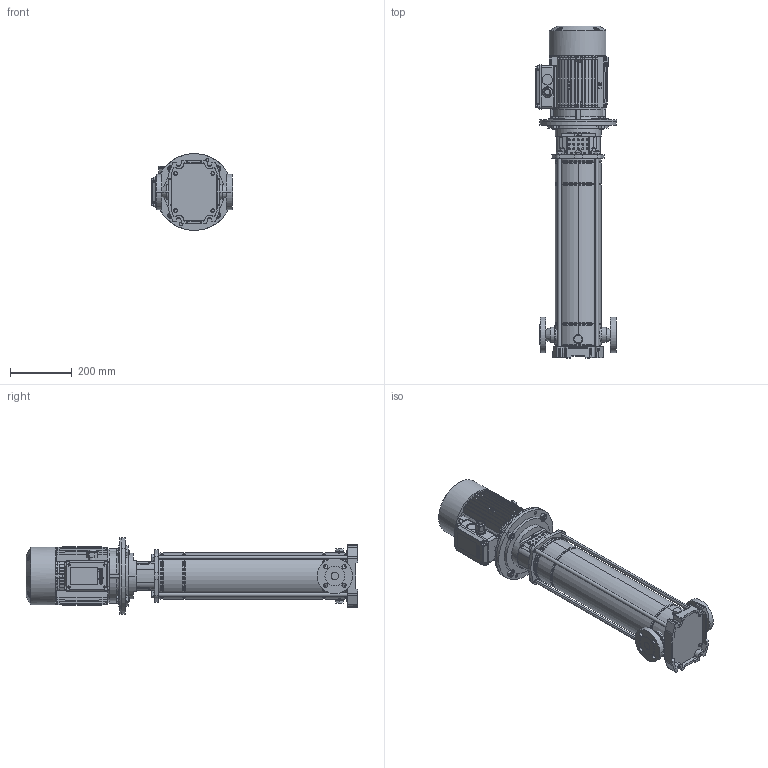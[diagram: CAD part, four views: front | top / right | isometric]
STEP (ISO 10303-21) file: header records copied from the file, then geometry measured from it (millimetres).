
FILE_DESCRIPTION (( 'STEP AP214' ), '1' );
FILE_NAME ('10007964swa00.step', '2021-07-22T07:50:07', ( '' ), ( '' ), 'SwSTEP 2.0', 'SolidWorks 2020', '' );
FILE_SCHEMA (( 'AUTOMOTIVE_DESIGN' ));
Length unit declared in the file: millimetre
Products named in the file (13): 10007654swp00; 4_92_266_REV00; 10007576swa00_M90 VERT.; 10007648swp00_MXV 25-320; 10007571swp00_90 SZ VERT; 10000005swn00_M12 õ; 10007431swp00_Flangia mot.112; 10007568swp00_M90 B5-De250; 10007670swn00_M25x1.5; 10007964swa00; 10007642swp00; 10007653swp00_M12X657; 10000022swn00_M12x35 UNI 5737 6.8
Assembly tree (26 placements, depth 3):
  10007964swa00
    10007642swp00
    10007648swp00_MXV 25-320
    10007654swp00
    10007431swp00_Flangia mot.112
    10007653swp00_M12X657  x4
    10000005swn00_M12 õ  x8
    4_92_266_REV00  x2
    10007576swa00_M90 VERT.
      10007568swp00_M90 B5-De250
      10007571swp00_90 SZ VERT
      10007670swn00_M25x1.5
    10000022swn00_M12x35 UNI 5737 6.8  x4
Bounding box: 264.2 x 1079.5 x 250 mm (x, y, z)
Volume: 21931339.9 mm3; surface area: 1675665.7 mm2
Topology: 48 solids, 48 shells, 2629 faces, 6629 edges, 4184 vertices
Faces by surface type: plane 1245, cylinder 719, cone 393, torus 144, bspline 120, sphere 8
Entity records: 72849 total; most frequent: CARTESIAN_POINT 17798, ORIENTED_EDGE 11334, DIRECTION 10909, EDGE_CURVE 5667, AXIS2_PLACEMENT_3D 3832, VERTEX_POINT 3627, LINE 3245, VECTOR 3245
